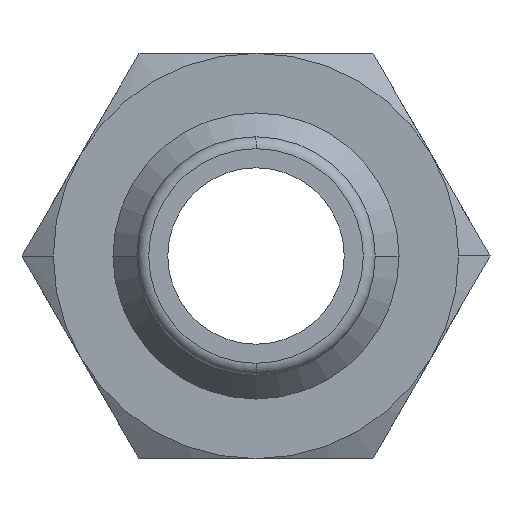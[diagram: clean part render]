
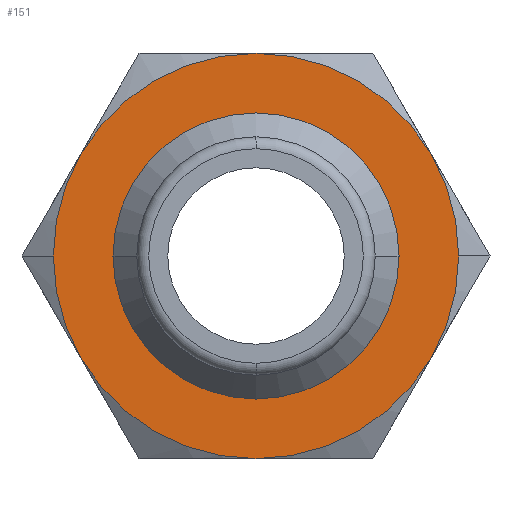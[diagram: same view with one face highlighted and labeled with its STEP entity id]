
A CAD part, front view. The second image highlights one B-rep face of the part: STEP entity #151.
In plain terms, the highlighted planar face has unit normal (0, -1, 0).
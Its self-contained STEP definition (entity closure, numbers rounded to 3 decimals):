
#151=ADVANCED_FACE('',(#317,#318),#319,.T.);
#317=FACE_OUTER_BOUND('',#494,.T.);
#318=FACE_BOUND('',#495,.T.);
#319=PLANE('',#496);
#494=EDGE_LOOP('',(#884,#885,#886,#887,#888,#889,#890,#891));
#495=EDGE_LOOP('',(#892,#893));
#496=AXIS2_PLACEMENT_3D('',#894,#895,#896);
#884=ORIENTED_EDGE('',*,*,#1209,.F.);
#885=ORIENTED_EDGE('',*,*,#1210,.F.);
#886=ORIENTED_EDGE('',*,*,#1062,.F.);
#887=ORIENTED_EDGE('',*,*,#1132,.F.);
#888=ORIENTED_EDGE('',*,*,#1201,.F.);
#889=ORIENTED_EDGE('',*,*,#1211,.F.);
#890=ORIENTED_EDGE('',*,*,#1144,.F.);
#891=ORIENTED_EDGE('',*,*,#1204,.F.);
#892=ORIENTED_EDGE('',*,*,#1116,.F.);
#893=ORIENTED_EDGE('',*,*,#1212,.F.);
#894=CARTESIAN_POINT('',(4.25,25.0,0.0));
#895=DIRECTION('',(-0.0,-1.0,-0.0));
#896=DIRECTION('',(-1.0,0.0,0.0));
#1062=EDGE_CURVE('',#1264,#1266,#1267,.T.);
#1116=EDGE_CURVE('',#1354,#1350,#1356,.T.);
#1132=EDGE_CURVE('',#1381,#1264,#1383,.T.);
#1144=EDGE_CURVE('',#1395,#1366,#1397,.T.);
#1201=EDGE_CURVE('',#1407,#1381,#1480,.T.);
#1204=EDGE_CURVE('',#1482,#1395,#1484,.T.);
#1209=EDGE_CURVE('',#1438,#1482,#1489,.T.);
#1210=EDGE_CURVE('',#1266,#1438,#1490,.T.);
#1211=EDGE_CURVE('',#1366,#1407,#1491,.T.);
#1212=EDGE_CURVE('',#1350,#1354,#1492,.T.);
#1264=VERTEX_POINT('',#1549);
#1266=VERTEX_POINT('',#1562);
#1267=CIRCLE('',#1563,8.5);
#1350=VERTEX_POINT('',#1731);
#1354=VERTEX_POINT('',#1736);
#1356=CIRCLE('',#1739,6.0);
#1366=VERTEX_POINT('',#1752);
#1381=VERTEX_POINT('',#1803);
#1383=CIRCLE('',#1806,8.5);
#1395=VERTEX_POINT('',#1842);
#1397=CIRCLE('',#1855,8.5);
#1407=VERTEX_POINT('',#1878);
#1438=VERTEX_POINT('',#1944);
#1480=CIRCLE('',#2061,8.5);
#1482=VERTEX_POINT('',#2063);
#1484=CIRCLE('',#2066,8.5);
#1489=CIRCLE('',#2071,8.5);
#1490=CIRCLE('',#2072,8.5);
#1491=CIRCLE('',#2073,8.5);
#1492=CIRCLE('',#2074,6.0);
#1549=CARTESIAN_POINT('',(-7.361,25.0,4.25));
#1562=CARTESIAN_POINT('',(0.,25.0,8.5));
#1563=AXIS2_PLACEMENT_3D('',#2129,#2130,#2131);
#1731=CARTESIAN_POINT('',(6.0,25.0,0.));
#1736=CARTESIAN_POINT('',(-6.0,25.0,0.));
#1739=AXIS2_PLACEMENT_3D('',#2220,#2221,#2222);
#1752=CARTESIAN_POINT('',(0.0,25.0,-8.5));
#1803=CARTESIAN_POINT('',(-8.5,25.0,0.));
#1806=AXIS2_PLACEMENT_3D('',#2236,#2237,#2238);
#1842=CARTESIAN_POINT('',(7.361,25.0,-4.25));
#1855=AXIS2_PLACEMENT_3D('',#2247,#2248,#2249);
#1878=CARTESIAN_POINT('',(-7.361,25.0,-4.25));
#1944=CARTESIAN_POINT('',(7.361,25.0,4.25));
#2061=AXIS2_PLACEMENT_3D('',#2320,#2321,#2322);
#2063=CARTESIAN_POINT('',(8.5,25.0,0.));
#2066=AXIS2_PLACEMENT_3D('',#2324,#2325,#2326);
#2071=AXIS2_PLACEMENT_3D('',#2333,#2334,#2335);
#2072=AXIS2_PLACEMENT_3D('',#2336,#2337,#2338);
#2073=AXIS2_PLACEMENT_3D('',#2339,#2340,#2341);
#2074=AXIS2_PLACEMENT_3D('',#2342,#2343,#2344);
#2129=CARTESIAN_POINT('',(0.0,25.0,0.0));
#2130=DIRECTION('',(-0.0,1.0,0.0));
#2131=DIRECTION('',(1.0,0.0,0.0));
#2220=CARTESIAN_POINT('',(0.0,25.0,0.0));
#2221=DIRECTION('',(0.0,-1.0,0.0));
#2222=DIRECTION('',(1.0,0.0,0.0));
#2236=CARTESIAN_POINT('',(0.0,25.0,0.0));
#2237=DIRECTION('',(-0.0,1.0,0.0));
#2238=DIRECTION('',(1.0,0.0,0.0));
#2247=CARTESIAN_POINT('',(0.0,25.0,0.0));
#2248=DIRECTION('',(-0.0,1.0,0.0));
#2249=DIRECTION('',(1.0,0.0,0.0));
#2320=CARTESIAN_POINT('',(0.0,25.0,0.0));
#2321=DIRECTION('',(-0.0,1.0,0.0));
#2322=DIRECTION('',(1.0,0.0,0.0));
#2324=CARTESIAN_POINT('',(0.0,25.0,0.0));
#2325=DIRECTION('',(-0.0,1.0,0.0));
#2326=DIRECTION('',(1.0,0.0,0.0));
#2333=CARTESIAN_POINT('',(0.0,25.0,0.0));
#2334=DIRECTION('',(-0.0,1.0,0.0));
#2335=DIRECTION('',(1.0,0.0,0.0));
#2336=CARTESIAN_POINT('',(0.0,25.0,0.0));
#2337=DIRECTION('',(-0.0,1.0,0.0));
#2338=DIRECTION('',(1.0,0.0,0.0));
#2339=CARTESIAN_POINT('',(0.0,25.0,0.0));
#2340=DIRECTION('',(-0.0,1.0,0.0));
#2341=DIRECTION('',(1.0,0.0,0.0));
#2342=CARTESIAN_POINT('',(0.0,25.0,0.0));
#2343=DIRECTION('',(0.0,-1.0,0.0));
#2344=DIRECTION('',(1.0,0.0,0.0));
